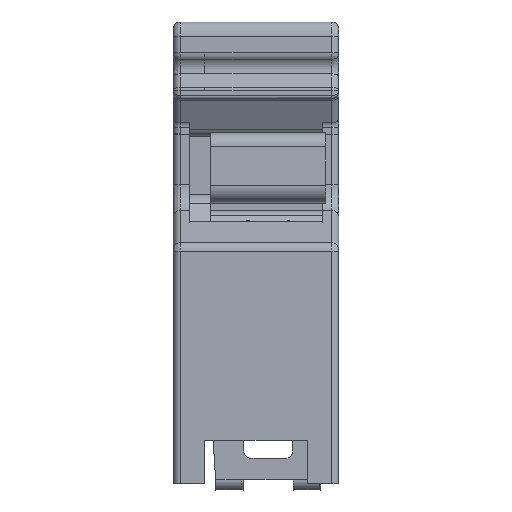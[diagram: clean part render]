
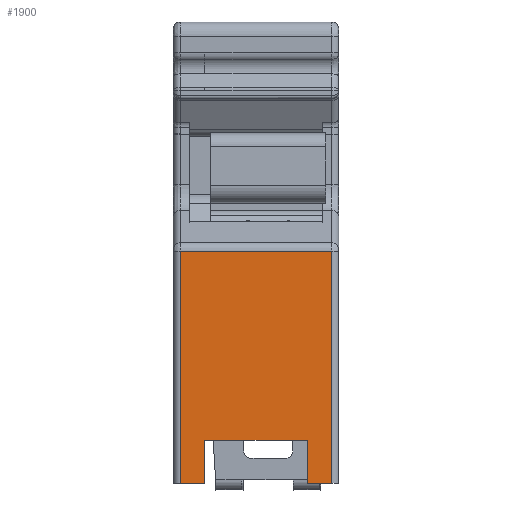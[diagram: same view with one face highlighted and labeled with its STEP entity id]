
A CAD part, front view. The second image highlights one B-rep face of the part: STEP entity #1900.
In plain terms, the highlighted planar face has unit normal (0, -1, 0).
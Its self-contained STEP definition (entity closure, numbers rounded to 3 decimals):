
#1801=CARTESIAN_POINT('',(10.8,-30.05,-15.893));
#1802=VERTEX_POINT('',#1801);
#1803=CARTESIAN_POINT('',(10.8,-30.05,-32.));
#1804=VERTEX_POINT('',#1803);
#1805=CARTESIAN_POINT('',(10.8,-30.05,-15.893));
#1806=DIRECTION('',(0.,0.,-1.));
#1807=VECTOR('',#1806,16.107);
#1808=LINE('',#1805,#1807);
#1809=EDGE_CURVE('',#1802,#1804,#1808,.T.);
#1838=CARTESIAN_POINT('',(5.75,-30.05,-23.946));
#1839=DIRECTION('',(0.,0.,-1.));
#1840=DIRECTION('',(0.,-1.,0.));
#1841=AXIS2_PLACEMENT_3D('',#1838,#1840,#1839);
#1842=PLANE('',#1841);
#1843=CARTESIAN_POINT('',(9.1,-30.05,-32.));
#1844=VERTEX_POINT('',#1843);
#1845=CARTESIAN_POINT('',(9.1,-30.05,-32.));
#1846=DIRECTION('',(1.,0.,0.));
#1847=VECTOR('',#1846,1.7);
#1848=LINE('',#1845,#1847);
#1849=EDGE_CURVE('',#1844,#1804,#1848,.T.);
#1850=ORIENTED_EDGE('',*,*,#1849,.T.);
#1851=ORIENTED_EDGE('',*,*,#1809,.F.);
#1852=CARTESIAN_POINT('',(0.3,-30.05,-15.893));
#1853=VERTEX_POINT('',#1852);
#1854=CARTESIAN_POINT('',(0.3,-30.05,-15.893));
#1855=DIRECTION('',(1.,0.,0.));
#1856=VECTOR('',#1855,10.5);
#1857=LINE('',#1854,#1856);
#1858=EDGE_CURVE('',#1853,#1802,#1857,.T.);
#1859=ORIENTED_EDGE('',*,*,#1858,.F.);
#1860=CARTESIAN_POINT('',(0.3,-30.05,-32.));
#1861=VERTEX_POINT('',#1860);
#1862=CARTESIAN_POINT('',(0.3,-30.05,-15.893));
#1863=DIRECTION('',(0.,0.,-1.));
#1864=VECTOR('',#1863,16.107);
#1865=LINE('',#1862,#1864);
#1866=EDGE_CURVE('',#1853,#1861,#1865,.T.);
#1867=ORIENTED_EDGE('',*,*,#1866,.T.);
#1868=CARTESIAN_POINT('',(2.,-30.05,-32.));
#1869=VERTEX_POINT('',#1868);
#1870=CARTESIAN_POINT('',(2.,-30.05,-32.));
#1871=DIRECTION('',(-1.,0.,0.));
#1872=VECTOR('',#1871,1.7);
#1873=LINE('',#1870,#1872);
#1874=EDGE_CURVE('',#1869,#1861,#1873,.T.);
#1875=ORIENTED_EDGE('',*,*,#1874,.F.);
#1876=CARTESIAN_POINT('',(2.,-30.05,-29.));
#1877=VERTEX_POINT('',#1876);
#1878=CARTESIAN_POINT('',(2.,-30.05,-29.));
#1879=DIRECTION('',(0.,0.,-1.));
#1880=VECTOR('',#1879,3.);
#1881=LINE('',#1878,#1880);
#1882=EDGE_CURVE('',#1877,#1869,#1881,.T.);
#1883=ORIENTED_EDGE('',*,*,#1882,.F.);
#1884=CARTESIAN_POINT('',(9.1,-30.05,-29.));
#1885=VERTEX_POINT('',#1884);
#1886=CARTESIAN_POINT('',(2.,-30.05,-29.));
#1887=DIRECTION('',(1.,0.,0.));
#1888=VECTOR('',#1887,7.1);
#1889=LINE('',#1886,#1888);
#1890=EDGE_CURVE('',#1877,#1885,#1889,.T.);
#1891=ORIENTED_EDGE('',*,*,#1890,.T.);
#1892=CARTESIAN_POINT('',(9.1,-30.05,-29.));
#1893=DIRECTION('',(0.,0.,-1.));
#1894=VECTOR('',#1893,3.);
#1895=LINE('',#1892,#1894);
#1896=EDGE_CURVE('',#1885,#1844,#1895,.T.);
#1897=ORIENTED_EDGE('',*,*,#1896,.T.);
#1898=EDGE_LOOP('',(#1850,#1851,#1859,#1867,#1875,#1883,#1891,#1897));
#1899=FACE_OUTER_BOUND('',#1898,.T.);
#1900=ADVANCED_FACE('',(#1899),#1842,.T.);
